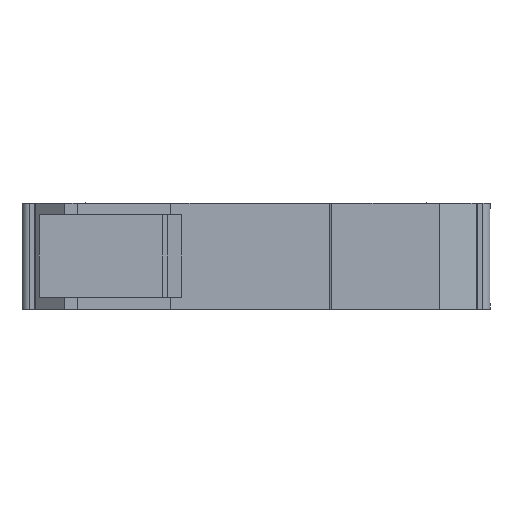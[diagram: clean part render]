
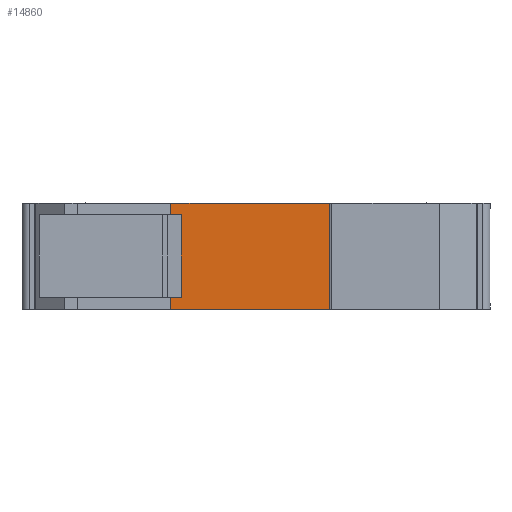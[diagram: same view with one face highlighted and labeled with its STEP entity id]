
A CAD part, front view. The second image highlights one B-rep face of the part: STEP entity #14860.
In plain terms, the highlighted planar face has unit normal (0, -1, 0).
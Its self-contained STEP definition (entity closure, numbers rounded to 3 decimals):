
#930=CARTESIAN_POINT('',(-18.,0.,0.));
#940=VERTEX_POINT('',#930);
#970=CARTESIAN_POINT('',(0.,0.,0.));
#980=DIRECTION('',(1.,0.,0.));
#990=VECTOR('',#980,1.);
#1000=LINE('',#970,#990);
#1010=CARTESIAN_POINT('',(17.5,0.,0.));
#1020=VERTEX_POINT('',#1010);
#1030=EDGE_CURVE('',#940,#1020,#1000,.T.);
#14420=CARTESIAN_POINT('',(-18.,0.,22.5));
#14430=VERTEX_POINT('',#14420);
#14460=CARTESIAN_POINT('',(-18.,0.,11.3));
#14470=DIRECTION('',(0.,0.,1.));
#14480=VECTOR('',#14470,1.);
#14490=LINE('',#14460,#14480);
#14500=EDGE_CURVE('',#940,#14430,#14490,.T.);
#14630=CARTESIAN_POINT('',(17.5,0.,0.));
#14640=DIRECTION('',(0.,-1.,0.));
#14650=DIRECTION('',(1.,0.,0.));
#14660=AXIS2_PLACEMENT_3D('',#14630,#14640,#14650);
#14670=PLANE('',#14660);
#14680=ORIENTED_EDGE('',*,*,#14500,.F.);
#14690=CARTESIAN_POINT('',(0.,0.,22.5));
#14700=DIRECTION('',(-1.,0.,0.));
#14710=VECTOR('',#14700,1.);
#14720=LINE('',#14690,#14710);
#14730=CARTESIAN_POINT('',(17.5,0.,22.5));
#14740=VERTEX_POINT('',#14730);
#14750=EDGE_CURVE('',#14740,#14430,#14720,.T.);
#14760=ORIENTED_EDGE('',*,*,#14750,.T.);
#14770=CARTESIAN_POINT('',(17.5,0.,11.3));
#14780=DIRECTION('',(0.,0.,1.));
#14790=VECTOR('',#14780,1.);
#14800=LINE('',#14770,#14790);
#14810=EDGE_CURVE('',#1020,#14740,#14800,.T.);
#14820=ORIENTED_EDGE('',*,*,#14810,.T.);
#14830=ORIENTED_EDGE('',*,*,#1030,.T.);
#14840=EDGE_LOOP('',(#14830,#14820,#14760,#14680));
#14850=FACE_OUTER_BOUND('',#14840,.T.);
#14860=ADVANCED_FACE('',(#14850),#14670,.T.);
